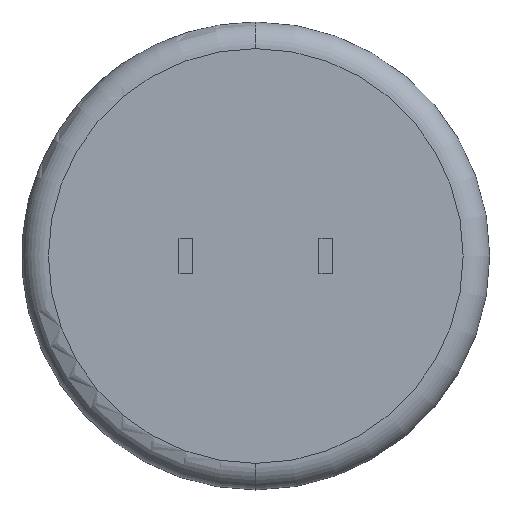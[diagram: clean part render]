
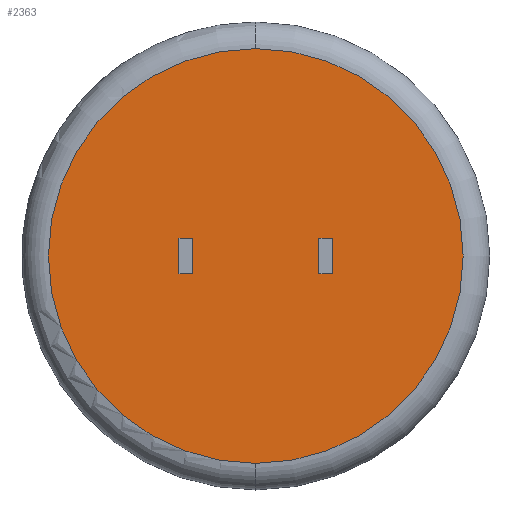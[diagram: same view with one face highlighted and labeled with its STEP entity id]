
A CAD part, front view. The second image highlights one B-rep face of the part: STEP entity #2363.
In plain terms, the highlighted planar face has unit normal (0, -1, 0).
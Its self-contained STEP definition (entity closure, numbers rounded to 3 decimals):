
#34 = VERTEX_POINT ( 'NONE', #908 ) ;
#38 = CARTESIAN_POINT ( 'NONE',  ( 2.29, 0., -0.65 ) ) ;
#48 = CARTESIAN_POINT ( 'NONE',  ( 0., 0., 0. ) ) ;
#159 = DIRECTION ( 'NONE',  ( 0., 0., -1. ) ) ;
#211 = VERTEX_POINT ( 'NONE', #2653 ) ;
#236 = DIRECTION ( 'NONE',  ( 0., 0., 1. ) ) ;
#302 = VERTEX_POINT ( 'NONE', #752 ) ;
#326 = FACE_BOUND ( 'NONE', #1612, .T. ) ;
#332 = DIRECTION ( 'NONE',  ( 0., 0., 1. ) ) ;
#447 = CARTESIAN_POINT ( 'NONE',  ( 0., 0., 0. ) ) ;
#472 = DIRECTION ( 'NONE',  ( 1., 0., 0. ) ) ;
#486 = LINE ( 'NONE', #1406, #559 ) ;
#510 = CARTESIAN_POINT ( 'NONE',  ( 2.79, 0., -0.65 ) ) ;
#532 = DIRECTION ( 'NONE',  ( 0., -1., 0. ) ) ;
#537 = EDGE_CURVE ( 'NONE', #34, #2104, #2635, .T. ) ;
#540 = ORIENTED_EDGE ( 'NONE', *, *, #1793, .F. ) ;
#552 = LINE ( 'NONE', #1299, #1985 ) ;
#559 = VECTOR ( 'NONE', #159, 1000. ) ;
#591 = VECTOR ( 'NONE', #1209, 1000. ) ;
#634 = EDGE_CURVE ( 'NONE', #1253, #1154, #1752, .T. ) ;
#654 = EDGE_CURVE ( 'NONE', #2376, #2045, #2428, .T. ) ;
#752 = CARTESIAN_POINT ( 'NONE',  ( -2.29, 0., -0.65 ) ) ;
#772 = VERTEX_POINT ( 'NONE', #2613 ) ;
#841 = LINE ( 'NONE', #1655, #1668 ) ;
#875 = CARTESIAN_POINT ( 'NONE',  ( 2.79, 0., 0.65 ) ) ;
#900 = AXIS2_PLACEMENT_3D ( 'NONE', #447, #1056, #236 ) ;
#908 = CARTESIAN_POINT ( 'NONE',  ( 2.29, 0., -0.65 ) ) ;
#974 = ORIENTED_EDGE ( 'NONE', *, *, #2706, .F. ) ;
#1019 = DIRECTION ( 'NONE',  ( 0., 0., -1. ) ) ;
#1027 = CARTESIAN_POINT ( 'NONE',  ( -2.79, 0., 0.65 ) ) ;
#1056 = DIRECTION ( 'NONE',  ( 0., 1., 0. ) ) ;
#1076 = ORIENTED_EDGE ( 'NONE', *, *, #2589, .T. ) ;
#1091 = EDGE_CURVE ( 'NONE', #2045, #772, #1989, .T. ) ;
#1112 = EDGE_CURVE ( 'NONE', #772, #302, #841, .T. ) ;
#1134 = DIRECTION ( 'NONE',  ( 0., -1., 0. ) ) ;
#1154 = VERTEX_POINT ( 'NONE', #1915 ) ;
#1193 = AXIS2_PLACEMENT_3D ( 'NONE', #2474, #532, #1388 ) ;
#1209 = DIRECTION ( 'NONE',  ( 1., 0., 0. ) ) ;
#1253 = VERTEX_POINT ( 'NONE', #1499 ) ;
#1275 = EDGE_CURVE ( 'NONE', #1315, #211, #552, .T. ) ;
#1287 = CARTESIAN_POINT ( 'NONE',  ( 2.79, 0., 0. ) ) ;
#1295 = ORIENTED_EDGE ( 'NONE', *, *, #1112, .T. ) ;
#1299 = CARTESIAN_POINT ( 'NONE',  ( 2.29, 0., 0.65 ) ) ;
#1310 = VECTOR ( 'NONE', #2118, 1000. ) ;
#1315 = VERTEX_POINT ( 'NONE', #875 ) ;
#1353 = CARTESIAN_POINT ( 'NONE',  ( -2.79, 0., 0. ) ) ;
#1355 = ORIENTED_EDGE ( 'NONE', *, *, #1091, .T. ) ;
#1358 = VECTOR ( 'NONE', #472, 1000. ) ;
#1381 = FACE_BOUND ( 'NONE', #1769, .T. ) ;
#1388 = DIRECTION ( 'NONE',  ( 0., 0., 1. ) ) ;
#1398 = ORIENTED_EDGE ( 'NONE', *, *, #1275, .F. ) ;
#1406 = CARTESIAN_POINT ( 'NONE',  ( 2.29, 0., -0.65 ) ) ;
#1432 = ORIENTED_EDGE ( 'NONE', *, *, #537, .F. ) ;
#1499 = CARTESIAN_POINT ( 'NONE',  ( 0., 0., 7.533 ) ) ;
#1574 = CARTESIAN_POINT ( 'NONE',  ( -2.79, 0., 0.65 ) ) ;
#1612 = EDGE_LOOP ( 'NONE', ( #974, #1398, #540, #1432 ) ) ;
#1615 = LINE ( 'NONE', #2501, #591 ) ;
#1655 = CARTESIAN_POINT ( 'NONE',  ( -2.29, 0., 0.65 ) ) ;
#1668 = VECTOR ( 'NONE', #1019, 1000. ) ;
#1752 = CIRCLE ( 'NONE', #2351, 7.533 ) ;
#1769 = EDGE_LOOP ( 'NONE', ( #2667, #1355, #1295, #2768 ) ) ;
#1793 = EDGE_CURVE ( 'NONE', #2104, #1315, #2475, .T. ) ;
#1795 = DIRECTION ( 'NONE',  ( 0., 0., 1. ) ) ;
#1867 = VECTOR ( 'NONE', #332, 1000. ) ;
#1915 = CARTESIAN_POINT ( 'NONE',  ( 0., 0., -7.533 ) ) ;
#1985 = VECTOR ( 'NONE', #2154, 1000. ) ;
#1989 = LINE ( 'NONE', #1027, #2262 ) ;
#2045 = VERTEX_POINT ( 'NONE', #1574 ) ;
#2104 = VERTEX_POINT ( 'NONE', #510 ) ;
#2118 = DIRECTION ( 'NONE',  ( 0., 0., 1. ) ) ;
#2154 = DIRECTION ( 'NONE',  ( -1., 0., 0. ) ) ;
#2155 = CARTESIAN_POINT ( 'NONE',  ( -2.79, 0., -0.65 ) ) ;
#2165 = EDGE_LOOP ( 'NONE', ( #2443, #1076 ) ) ;
#2262 = VECTOR ( 'NONE', #2549, 1000. ) ;
#2351 = AXIS2_PLACEMENT_3D ( 'NONE', #48, #1134, #1795 ) ;
#2354 = PLANE ( 'NONE',  #900 ) ;
#2363 = ADVANCED_FACE ( 'NONE', ( #2531, #1381, #326 ), #2354, .F. ) ;
#2376 = VERTEX_POINT ( 'NONE', #2155 ) ;
#2428 = LINE ( 'NONE', #1353, #1867 ) ;
#2443 = ORIENTED_EDGE ( 'NONE', *, *, #634, .T. ) ;
#2474 = CARTESIAN_POINT ( 'NONE',  ( 0., 0., 0. ) ) ;
#2475 = LINE ( 'NONE', #1287, #1310 ) ;
#2501 = CARTESIAN_POINT ( 'NONE',  ( -2.79, 0., -0.65 ) ) ;
#2504 = CIRCLE ( 'NONE', #1193, 7.533 ) ;
#2531 = FACE_OUTER_BOUND ( 'NONE', #2165, .T. ) ;
#2549 = DIRECTION ( 'NONE',  ( 1., 0., 0. ) ) ;
#2589 = EDGE_CURVE ( 'NONE', #1154, #1253, #2504, .T. ) ;
#2613 = CARTESIAN_POINT ( 'NONE',  ( -2.29, 0., 0.65 ) ) ;
#2635 = LINE ( 'NONE', #38, #1358 ) ;
#2653 = CARTESIAN_POINT ( 'NONE',  ( 2.29, 0., 0.65 ) ) ;
#2667 = ORIENTED_EDGE ( 'NONE', *, *, #654, .T. ) ;
#2675 = EDGE_CURVE ( 'NONE', #2376, #302, #1615, .T. ) ;
#2706 = EDGE_CURVE ( 'NONE', #211, #34, #486, .T. ) ;
#2768 = ORIENTED_EDGE ( 'NONE', *, *, #2675, .F. ) ;
